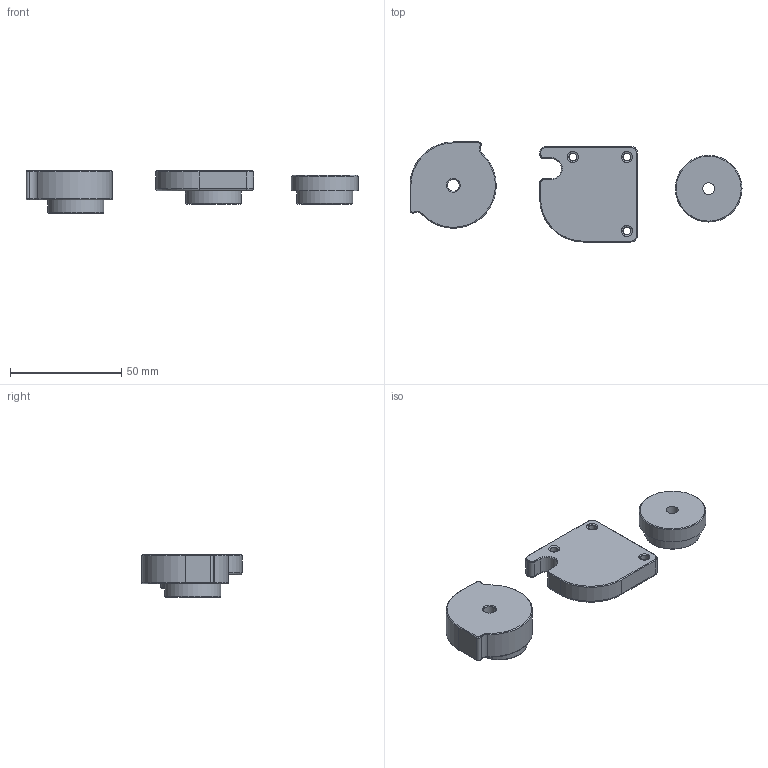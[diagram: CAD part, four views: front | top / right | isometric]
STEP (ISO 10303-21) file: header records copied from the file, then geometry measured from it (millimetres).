
FILE_DESCRIPTION(/* description */ (''),/* implementation_level */ '2;1');
FILE_NAME(/* name */ 'Base_Plate step file.step',/* time_stamp */ '2024-06-25T21:35:49+08:00',/* author */ (''),/* organization */ (''),/* preprocessor_version */ 'ST-DEVELOPER v20',/* originating_system */ 'Autodesk Translation Framework v13.14.0.145',/* authorisation */ '');
FILE_SCHEMA (('AUTOMOTIVE_DESIGN { 1 0 10303 214 3 1 1 }'));
Length unit declared in the file: millimetre
Products named in the file (4): Voron base plate STEP; 24r2 base plate; Switchwire base plate; Trident base plate
Assembly tree (3 placements, depth 2):
  Voron base plate STEP
    24r2 base plate
    Switchwire base plate
    Trident base plate
Bounding box: 149.33 x 45 x 19 mm (x, y, z)
Volume: 42917 mm3; surface area: 13501.5 mm2
Topology: 3 solids, 3 shells, 112 faces, 231 edges, 135 vertices
Faces by surface type: cylinder 38, plane 34, cone 25, torus 13, bspline 2
Full cylindrical faces by diameter (mm): 2.8 x1, 3.4 x3, 5.4 x2, 6 x4, 10 x1, 10.3 x1, 25.2 x3, 30 x1
Entity records: 3094 total; most frequent: DIRECTION 588, CARTESIAN_POINT 501, ORIENTED_EDGE 462, AXIS2_PLACEMENT_3D 240, EDGE_CURVE 231, VERTEX_POINT 135, EDGE_LOOP 132, CIRCLE 123
